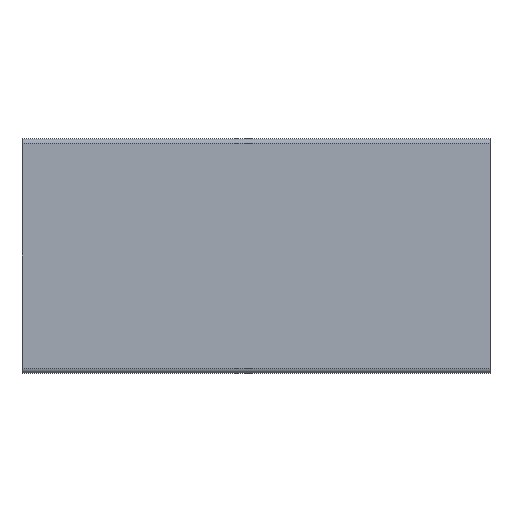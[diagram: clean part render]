
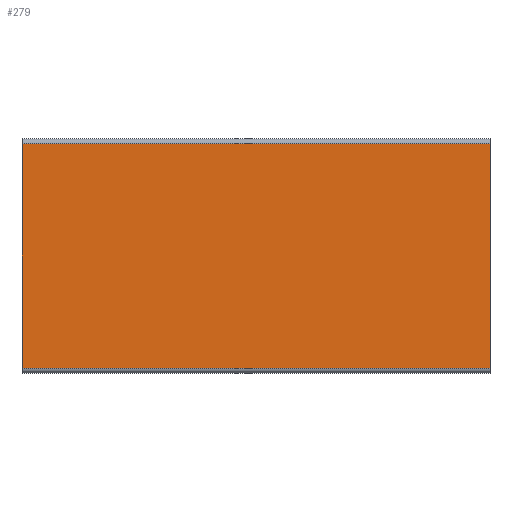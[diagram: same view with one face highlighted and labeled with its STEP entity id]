
A CAD part, left-side view. The second image highlights one B-rep face of the part: STEP entity #279.
In plain terms, the highlighted planar face has unit normal (-1, 0, 0).
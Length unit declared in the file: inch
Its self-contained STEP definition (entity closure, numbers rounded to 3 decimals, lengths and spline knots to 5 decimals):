
#24=CARTESIAN_POINT('',(2.75313,11.28545,-1.48));
#25=VERTEX_POINT('',#24);
#43=CARTESIAN_POINT('',(2.75313,5.28545,-1.48));
#44=VERTEX_POINT('',#43);
#52=CARTESIAN_POINT('',(2.75313,5.28545,-1.48));
#53=DIRECTION('',(0.,1.,0.));
#54=VECTOR('',#53,1.);
#55=LINE('',#52,#54);
#56=EDGE_CURVE('',#44,#25,#55,.T.);
#225=CARTESIAN_POINT('',(2.75313,11.28545,1.4));
#226=VERTEX_POINT('',#225);
#234=CARTESIAN_POINT('',(2.75313,5.28545,1.4));
#235=VERTEX_POINT('',#234);
#236=CARTESIAN_POINT('',(2.75313,5.28545,1.4));
#237=DIRECTION('',(0.,1.,0.));
#238=VECTOR('',#237,1.);
#239=LINE('',#236,#238);
#240=EDGE_CURVE('',#235,#226,#239,.T.);
#258=CARTESIAN_POINT('',(2.75313,11.28545,-1.48));
#259=DIRECTION('',(0.,0.,-1.));
#260=VECTOR('',#259,1.);
#261=LINE('',#258,#260);
#262=EDGE_CURVE('',#226,#25,#261,.T.);
#263=ORIENTED_EDGE('',*,*,#262,.T.);
#264=ORIENTED_EDGE('',*,*,#56,.F.);
#265=CARTESIAN_POINT('',(2.75313,5.28545,-1.48));
#266=DIRECTION('',(0.,0.,1.));
#267=VECTOR('',#266,1.);
#268=LINE('',#265,#267);
#269=EDGE_CURVE('',#44,#235,#268,.T.);
#270=ORIENTED_EDGE('',*,*,#269,.T.);
#271=ORIENTED_EDGE('',*,*,#240,.T.);
#272=EDGE_LOOP('',(#263,#264,#270,#271));
#273=FACE_OUTER_BOUND('',#272,.T.);
#274=CARTESIAN_POINT('',(2.75313,5.28545,-0.04));
#275=DIRECTION('',(-1.,0.,0.));
#276=DIRECTION('',(0.,0.,1.));
#277=AXIS2_PLACEMENT_3D('',#274,#275,#276);
#278=PLANE('',#277);
#279=ADVANCED_FACE('',(#273),#278,.T.);
